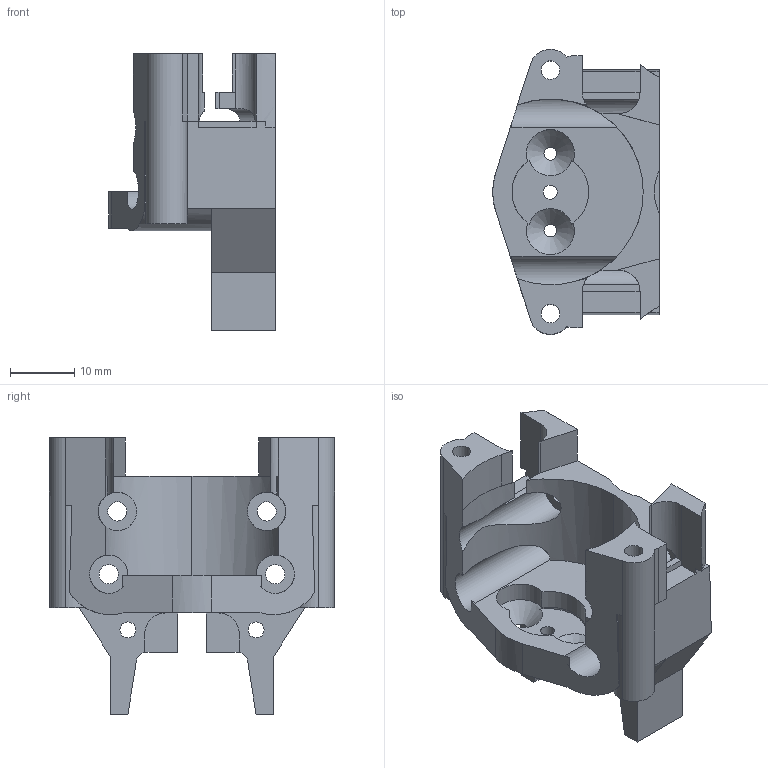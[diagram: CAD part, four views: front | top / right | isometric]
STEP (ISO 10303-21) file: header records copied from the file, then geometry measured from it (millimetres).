
FILE_DESCRIPTION(('FreeCAD Model'),'2;1');
FILE_NAME('Open CASCADE Shape Model','2022-12-28T13:27:12',(''),(''), 'Open CASCADE STEP processor 7.5','FreeCAD','Unknown');
FILE_SCHEMA(('AUTOMOTIVE_DESIGN { 1 0 10303 214 1 1 1 1 }'));
Length unit declared in the file: millimetre
Products named in the file (1): housing_lower
Bounding box: 26 x 44.5 x 43.16 mm (x, y, z)
Volume: 11409 mm3; surface area: 8147.3 mm2
Topology: 1 solids, 1 shells, 164 faces, 466 edges, 302 vertices
Faces by surface type: plane 109, cylinder 53, cone 2
Full cylindrical faces by diameter (mm): 2.2 x1, 2.5 x2, 2.9 x2, 3 x4, 4.5 x2, 6 x4
Entity records: 14997 total; most frequent: CARTESIAN_POINT 5707, DIRECTION 1747, LINE 1018, VECTOR 1018, ORIENTED_EDGE 932, PCURVE 932, DEFINITIONAL_REPRESENTATION 932, EDGE_CURVE 466
